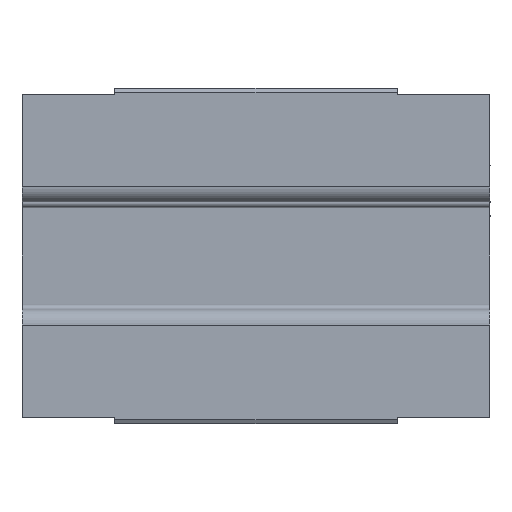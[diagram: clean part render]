
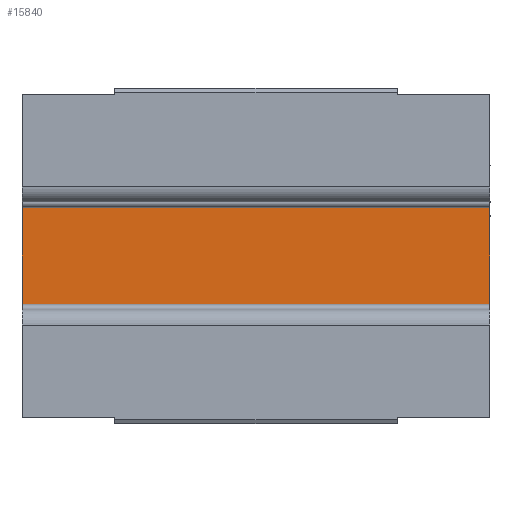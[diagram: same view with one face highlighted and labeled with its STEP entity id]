
A CAD part, front view. The second image highlights one B-rep face of the part: STEP entity #15840.
In plain terms, the highlighted planar face has unit normal (0, -1, 0).
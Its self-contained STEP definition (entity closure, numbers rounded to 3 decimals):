
#10273 = DIRECTION ( 'NONE',  ( 0., 1., 0. ) ) ;
#10274 = CARTESIAN_POINT ( 'NONE',  ( -37.75, 4.7, 0. ) ) ;
#10275 = AXIS2_PLACEMENT_3D ( 'NONE', #10274, #10273, #10339 ) ;
#10276 = PLANE ( 'NONE',  #10275 ) ;
#10277 = FACE_OUTER_BOUND ( 'NONE', #15841, .T. ) ;
#10284 = DIRECTION ( 'NONE',  ( 1., 0., 0. ) ) ;
#10285 = VECTOR ( 'NONE', #10284, 1000. ) ;
#10286 = CARTESIAN_POINT ( 'NONE',  ( -38.15, 4.7, -3.2 ) ) ;
#10287 = LINE ( 'NONE', #10286, #10285 ) ;
#10294 = DIRECTION ( 'NONE',  ( -1., 0., 0. ) ) ;
#10295 = VECTOR ( 'NONE', #10294, 1000. ) ;
#10296 = CARTESIAN_POINT ( 'NONE',  ( -61.85, 4.7, 3.2 ) ) ;
#10297 = LINE ( 'NONE', #10296, #10295 ) ;
#10339 = DIRECTION ( 'NONE',  ( 0., 0., 1. ) ) ;
#11725 = EDGE_CURVE ( 'NONE', #11800, #11786, #16685, .T. ) ;
#11786 = VERTEX_POINT ( 'NONE', #16818 ) ;
#11800 = VERTEX_POINT ( 'NONE', #16856 ) ;
#11841 = VERTEX_POINT ( 'NONE', #16938 ) ;
#11865 = EDGE_CURVE ( 'NONE', #11866, #11841, #17017, .T. ) ;
#11866 = VERTEX_POINT ( 'NONE', #17013 ) ;
#15830 = EDGE_CURVE ( 'NONE', #11786, #11866, #10297, .T. ) ;
#15834 = EDGE_CURVE ( 'NONE', #11841, #11800, #10287, .T. ) ;
#15836 = ORIENTED_EDGE ( 'NONE', *, *, #15834, .T. ) ;
#15837 = ORIENTED_EDGE ( 'NONE', *, *, #11865, .T. ) ;
#15840 = ADVANCED_FACE ( 'NONE', ( #10277 ), #10276, .F. ) ;
#15841 = EDGE_LOOP ( 'NONE', ( #15837, #15836, #15848, #15849 ) ) ;
#15848 = ORIENTED_EDGE ( 'NONE', *, *, #11725, .T. ) ;
#15849 = ORIENTED_EDGE ( 'NONE', *, *, #15830, .T. ) ;
#16682 = DIRECTION ( 'NONE',  ( 0., 0., 1. ) ) ;
#16683 = VECTOR ( 'NONE', #16682, 1000. ) ;
#16684 = CARTESIAN_POINT ( 'NONE',  ( -38.15, 4.7, -3.5 ) ) ;
#16685 = LINE ( 'NONE', #16684, #16683 ) ;
#16818 = CARTESIAN_POINT ( 'NONE',  ( -38.15, 4.7, 3.2 ) ) ;
#16856 = CARTESIAN_POINT ( 'NONE',  ( -38.15, 4.7, -3.2 ) ) ;
#16938 = CARTESIAN_POINT ( 'NONE',  ( -61.85, 4.7, -3.2 ) ) ;
#17013 = CARTESIAN_POINT ( 'NONE',  ( -61.85, 4.7, 3.2 ) ) ;
#17014 = DIRECTION ( 'NONE',  ( 0., 0., -1. ) ) ;
#17015 = VECTOR ( 'NONE', #17014, 1000. ) ;
#17016 = CARTESIAN_POINT ( 'NONE',  ( -61.85, 4.7, -3.5 ) ) ;
#17017 = LINE ( 'NONE', #17016, #17015 ) ;
